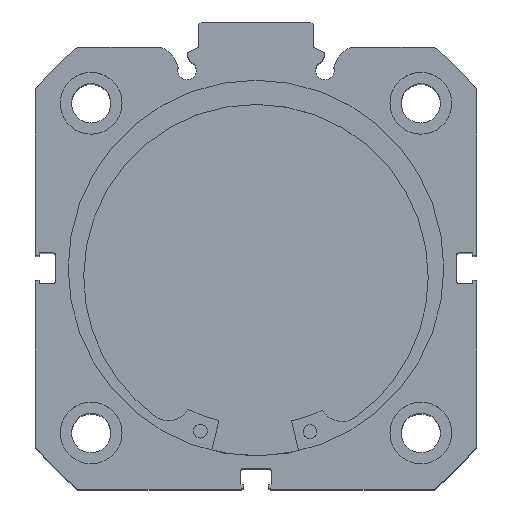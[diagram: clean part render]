
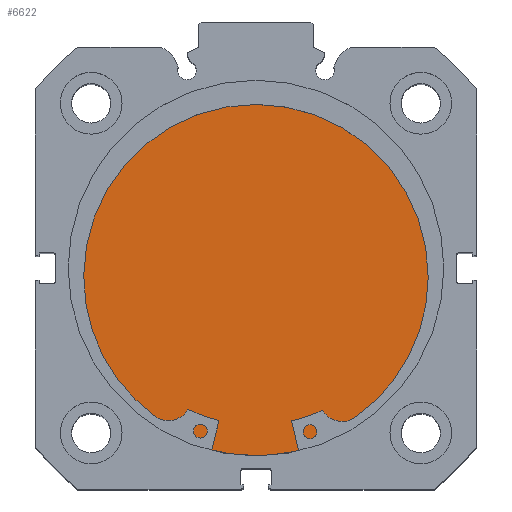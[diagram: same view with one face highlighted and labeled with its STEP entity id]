
A CAD part, top view. The second image highlights one B-rep face of the part: STEP entity #6622.
In plain terms, the highlighted face is planar.
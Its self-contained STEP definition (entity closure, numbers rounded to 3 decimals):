
#289 = EDGE_LOOP ( 'NONE', ( #1031, #1030 ) ) ;
#677 = VERTEX_POINT ( 'NONE', #2819 ) ;
#679 = VERTEX_POINT ( 'NONE', #2817 ) ;
#1030 = ORIENTED_EDGE ( 'NONE', *, *, #2958, .F. ) ;
#1031 = ORIENTED_EDGE ( 'NONE', *, *, #3248, .F. ) ;
#1444 = CIRCLE ( 'NONE', #3314, 41. ) ;
#1875 = CIRCLE ( 'NONE', #3441, 41. ) ;
#2380 = DIRECTION ( 'NONE',  ( 0., 0., 1. ) ) ;
#2383 = DIRECTION ( 'NONE',  ( -1., 0., 0. ) ) ;
#2384 = CARTESIAN_POINT ( 'NONE',  ( 12., 0., 0. ) ) ;
#2817 = CARTESIAN_POINT ( 'NONE',  ( 12., 0., 41. ) ) ;
#2819 = CARTESIAN_POINT ( 'NONE',  ( 12., 0., -41. ) ) ;
#2958 = EDGE_CURVE ( 'NONE', #677, #679, #1444, .T. ) ;
#3248 = EDGE_CURVE ( 'NONE', #679, #677, #1875, .T. ) ;
#3314 = AXIS2_PLACEMENT_3D ( 'NONE', #2384, #2383, #2380 ) ;
#3441 = AXIS2_PLACEMENT_3D ( 'NONE', #4069, #4071, #4072 ) ;
#3569 = AXIS2_PLACEMENT_3D ( 'NONE', #4544, #4547, #4548 ) ;
#4069 = CARTESIAN_POINT ( 'NONE',  ( 12., 0., 0. ) ) ;
#4071 = DIRECTION ( 'NONE',  ( -1., 0., 0. ) ) ;
#4072 = DIRECTION ( 'NONE',  ( 0., 0., 1. ) ) ;
#4544 = CARTESIAN_POINT ( 'NONE',  ( 12., 41., 0. ) ) ;
#4545 = PLANE ( 'NONE',  #3569 ) ;
#4547 = DIRECTION ( 'NONE',  ( -1., 0., 0. ) ) ;
#4548 = DIRECTION ( 'NONE',  ( 0., 0., 1. ) ) ;
#5276 = FACE_OUTER_BOUND ( 'NONE', #289, .T. ) ;
#6622 = ADVANCED_FACE ( 'NONE', ( #5276 ), #4545, .F. ) ;
